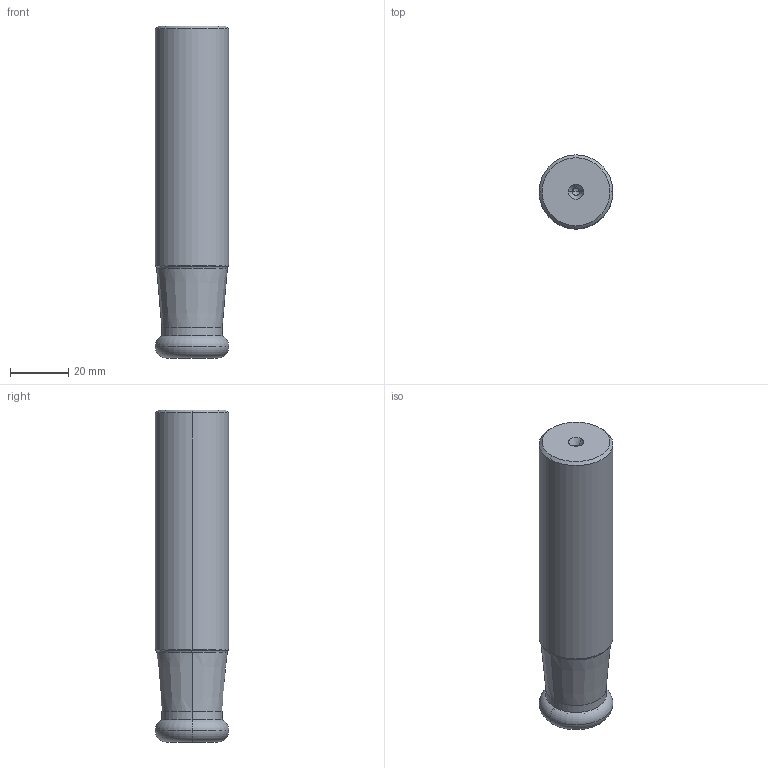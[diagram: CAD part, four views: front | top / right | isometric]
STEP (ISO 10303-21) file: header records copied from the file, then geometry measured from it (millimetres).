
FILE_DESCRIPTION(/* description */ (''),/* implementation_level */ '2;1');
FILE_NAME(/* name */ 'BRP3UNR163W16_ID0_313.stp',/* time_stamp */ '2017-10-10T12:57:56+09:00',/* author */ (''),/* organization */ (''),/* preprocessor_version */ 'ST-DEVELOPER v16',/* originating_system */ 'SIEMENS PLM Software NX 10.0',/* authorisation */ '');
FILE_SCHEMA (('AUTOMOTIVE_DESIGN { 1 0 10303 214 3 1 1 1 }'));
Length unit declared in the file: millimetre
Products named in the file (1): BRP3UNR163W16_ID0_313_ASM
Bounding box: 25.4 x 25.4 x 114.3 mm (x, y, z)
Volume: 56462.3 mm3; surface area: 11104.1 mm2
Topology: 2 solids, 2 shells, 43 faces, 96 edges, 54 vertices
Faces by surface type: torus 16, cone 14, cylinder 10, plane 3
Entity records: 1298 total; most frequent: DIRECTION 268, CARTESIAN_POINT 200, ORIENTED_EDGE 184, AXIS2_PLACEMENT_3D 122, EDGE_CURVE 92, CIRCLE 68, VERTEX_POINT 54, EDGE_LOOP 46
